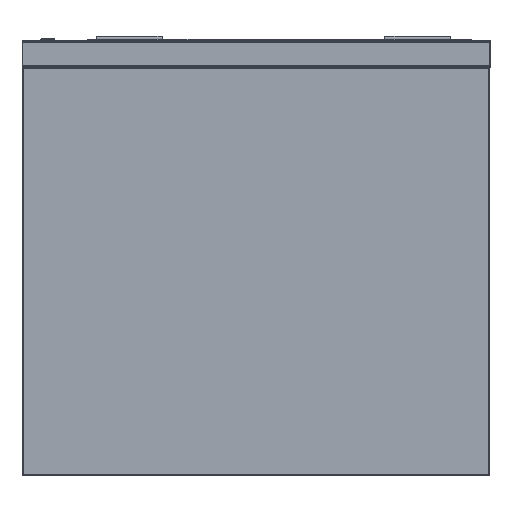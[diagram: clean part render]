
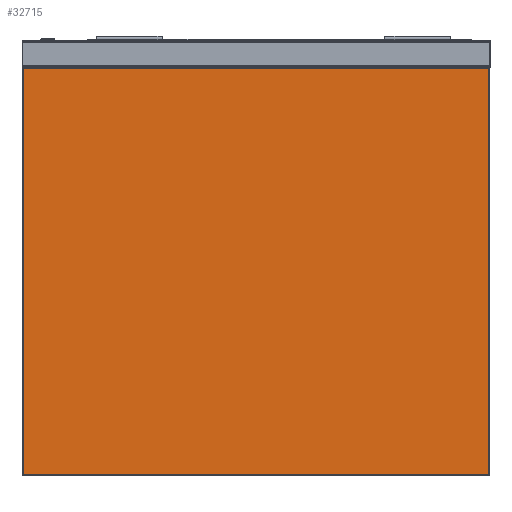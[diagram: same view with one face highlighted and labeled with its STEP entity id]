
A CAD part, left-side view. The second image highlights one B-rep face of the part: STEP entity #32715.
In plain terms, the highlighted planar face has unit normal (-1, 0, 0).
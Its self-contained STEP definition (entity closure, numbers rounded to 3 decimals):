
#1616 = ORIENTED_EDGE ( 'NONE', *, *, #24754, .T. ) ;
#3879 = EDGE_CURVE ( 'NONE', #17277, #33980, #9425, .T. ) ;
#4447 = DIRECTION ( 'NONE',  ( -1., 0., 0. ) ) ;
#4834 = PLANE ( 'NONE',  #17588 ) ;
#6179 = FACE_OUTER_BOUND ( 'NONE', #10928, .T. ) ;
#6977 = VECTOR ( 'NONE', #24476, 1000. ) ;
#9425 = LINE ( 'NONE', #21496, #6977 ) ;
#10093 = ORIENTED_EDGE ( 'NONE', *, *, #10592, .T. ) ;
#10592 = EDGE_CURVE ( 'NONE', #23004, #33068, #31875, .T. ) ;
#10757 = CARTESIAN_POINT ( 'NONE',  ( -880., 355., -42. ) ) ;
#10928 = EDGE_LOOP ( 'NONE', ( #10093, #1616, #18419, #34693 ) ) ;
#12587 = DIRECTION ( 'NONE',  ( 0., -1., 0. ) ) ;
#14713 = CARTESIAN_POINT ( 'NONE',  ( -880., -353., -658. ) ) ;
#14994 = CARTESIAN_POINT ( 'NONE',  ( -880., -353., -660. ) ) ;
#17277 = VERTEX_POINT ( 'NONE', #26582 ) ;
#17588 = AXIS2_PLACEMENT_3D ( 'NONE', #24603, #4447, #27016 ) ;
#18419 = ORIENTED_EDGE ( 'NONE', *, *, #3879, .T. ) ;
#21189 = CARTESIAN_POINT ( 'NONE',  ( -880., 353., -658. ) ) ;
#21496 = CARTESIAN_POINT ( 'NONE',  ( -880., 353., -660. ) ) ;
#22293 = LINE ( 'NONE', #10757, #23332 ) ;
#23004 = VERTEX_POINT ( 'NONE', #14713 ) ;
#23332 = VECTOR ( 'NONE', #25439, 1000. ) ;
#24476 = DIRECTION ( 'NONE',  ( 0., 0., -1. ) ) ;
#24603 = CARTESIAN_POINT ( 'NONE',  ( -880., -355., -660. ) ) ;
#24754 = EDGE_CURVE ( 'NONE', #33068, #17277, #22293, .T. ) ;
#25120 = LINE ( 'NONE', #34874, #28371 ) ;
#25439 = DIRECTION ( 'NONE',  ( 0., 1., 0. ) ) ;
#26582 = CARTESIAN_POINT ( 'NONE',  ( -880., 353., -42. ) ) ;
#26925 = VECTOR ( 'NONE', #34877, 1000. ) ;
#27016 = DIRECTION ( 'NONE',  ( 0., 0., 1. ) ) ;
#28371 = VECTOR ( 'NONE', #12587, 1000. ) ;
#31875 = LINE ( 'NONE', #14994, #26925 ) ;
#31968 = CARTESIAN_POINT ( 'NONE',  ( -880., -353., -42. ) ) ;
#32715 = ADVANCED_FACE ( 'Fl�che7', ( #6179 ), #4834, .T. ) ;
#33068 = VERTEX_POINT ( 'NONE', #31968 ) ;
#33428 = EDGE_CURVE ( 'NONE', #33980, #23004, #25120, .T. ) ;
#33980 = VERTEX_POINT ( 'NONE', #21189 ) ;
#34693 = ORIENTED_EDGE ( 'NONE', *, *, #33428, .T. ) ;
#34874 = CARTESIAN_POINT ( 'NONE',  ( -880., -355., -658. ) ) ;
#34877 = DIRECTION ( 'NONE',  ( 0., 0., 1. ) ) ;
